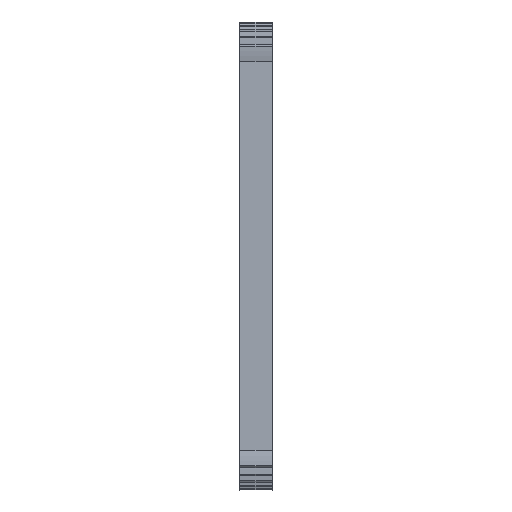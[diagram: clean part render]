
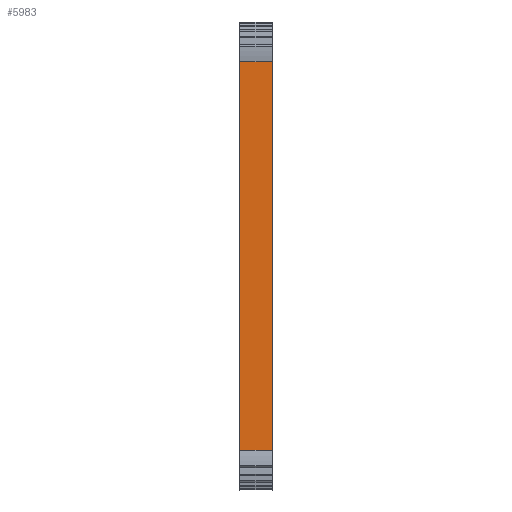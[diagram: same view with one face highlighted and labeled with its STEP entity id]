
A CAD part, front view. The second image highlights one B-rep face of the part: STEP entity #5983.
In plain terms, the highlighted planar face has unit normal (0, -1, 0).
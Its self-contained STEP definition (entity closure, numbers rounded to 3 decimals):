
#293 = ORIENTED_EDGE ( 'NONE', *, *, #7584, .T. ) ;
#663 = VERTEX_POINT ( 'NONE', #5743 ) ;
#693 = PLANE ( 'NONE',  #6142 ) ;
#916 = CARTESIAN_POINT ( 'NONE',  ( 9., -15.617, 29.918 ) ) ;
#931 = EDGE_CURVE ( 'NONE', #5634, #4807, #3516, .T. ) ;
#1305 = DIRECTION ( 'NONE',  ( -1., 0., 0. ) ) ;
#1407 = EDGE_CURVE ( 'NONE', #4807, #663, #1721, .T. ) ;
#1476 = CARTESIAN_POINT ( 'NONE',  ( 5., -15.617, 0. ) ) ;
#1534 = ORIENTED_EDGE ( 'NONE', *, *, #4512, .F. ) ;
#1721 = LINE ( 'NONE', #916, #7712 ) ;
#1927 = VECTOR ( 'NONE', #6277, 1000. ) ;
#1967 = DIRECTION ( 'NONE',  ( 0., 1., 0. ) ) ;
#2062 = DIRECTION ( 'NONE',  ( 0., 0., 1. ) ) ;
#2792 = VERTEX_POINT ( 'NONE', #4208 ) ;
#2798 = ORIENTED_EDGE ( 'NONE', *, *, #931, .T. ) ;
#3047 = VECTOR ( 'NONE', #6122, 1000. ) ;
#3143 = CARTESIAN_POINT ( 'NONE',  ( 0., -15.617, 15.208 ) ) ;
#3516 = LINE ( 'NONE', #1476, #1927 ) ;
#3700 = LINE ( 'NONE', #3143, #3047 ) ;
#4087 = CARTESIAN_POINT ( 'NONE',  ( 5., -15.617, 29.918 ) ) ;
#4208 = CARTESIAN_POINT ( 'NONE',  ( 0., -15.617, -29.918 ) ) ;
#4502 = CARTESIAN_POINT ( 'NONE',  ( 5., -15.617, -29.918 ) ) ;
#4512 = EDGE_CURVE ( 'NONE', #5634, #2792, #5238, .T. ) ;
#4605 = DIRECTION ( 'NONE',  ( -1., 0., 0. ) ) ;
#4807 = VERTEX_POINT ( 'NONE', #4087 ) ;
#4906 = EDGE_LOOP ( 'NONE', ( #293, #1534, #2798, #6072 ) ) ;
#4921 = CARTESIAN_POINT ( 'NONE',  ( 9., -15.617, -29.918 ) ) ;
#4953 = CARTESIAN_POINT ( 'NONE',  ( -5., -15.617, 0. ) ) ;
#5238 = LINE ( 'NONE', #4921, #6696 ) ;
#5634 = VERTEX_POINT ( 'NONE', #4502 ) ;
#5743 = CARTESIAN_POINT ( 'NONE',  ( 0., -15.617, 29.918 ) ) ;
#5983 = ADVANCED_FACE ( 'NONE', ( #6708 ), #693, .F. ) ;
#6072 = ORIENTED_EDGE ( 'NONE', *, *, #1407, .T. ) ;
#6122 = DIRECTION ( 'NONE',  ( 0., 0., -1. ) ) ;
#6142 = AXIS2_PLACEMENT_3D ( 'NONE', #4953, #1967, #2062 ) ;
#6277 = DIRECTION ( 'NONE',  ( 0., 0., 1. ) ) ;
#6696 = VECTOR ( 'NONE', #1305, 1000. ) ;
#6708 = FACE_OUTER_BOUND ( 'NONE', #4906, .T. ) ;
#7584 = EDGE_CURVE ( 'NONE', #663, #2792, #3700, .T. ) ;
#7712 = VECTOR ( 'NONE', #4605, 1000. ) ;
